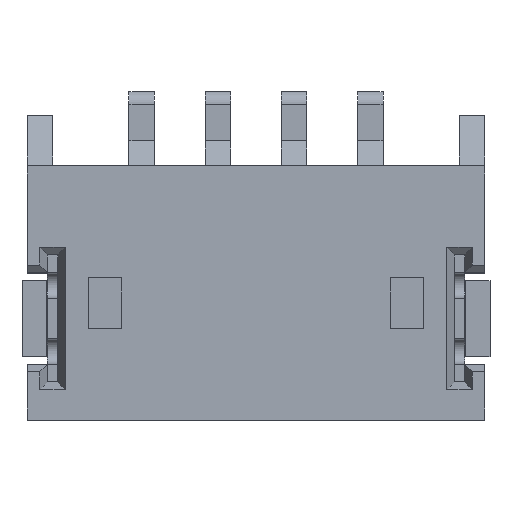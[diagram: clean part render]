
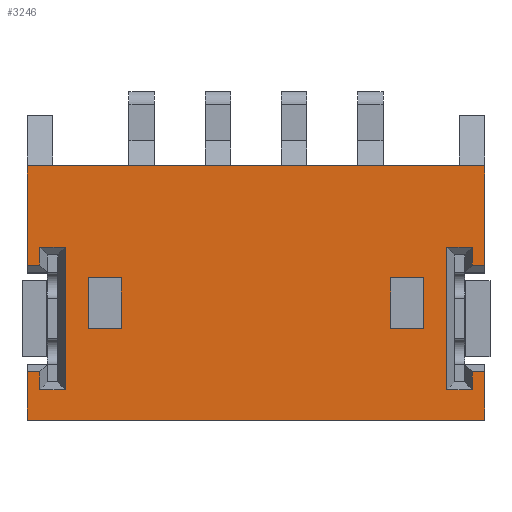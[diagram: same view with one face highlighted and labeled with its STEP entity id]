
A CAD part, top view. The second image highlights one B-rep face of the part: STEP entity #3246.
In plain terms, the highlighted planar face has unit normal (0, 0, 1).
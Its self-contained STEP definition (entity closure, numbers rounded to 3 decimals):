
#243=ORIENTED_EDGE('',*,*,#1113,.T.);
#244=ORIENTED_EDGE('',*,*,#1156,.F.);
#245=ORIENTED_EDGE('',*,*,#1170,.T.);
#246=ORIENTED_EDGE('',*,*,#1171,.T.);
#247=ORIENTED_EDGE('',*,*,#1172,.T.);
#248=ORIENTED_EDGE('',*,*,#1173,.T.);
#249=ORIENTED_EDGE('',*,*,#1174,.T.);
#250=ORIENTED_EDGE('',*,*,#1175,.T.);
#251=ORIENTED_EDGE('',*,*,#1176,.T.);
#252=ORIENTED_EDGE('',*,*,#1159,.F.);
#253=ORIENTED_EDGE('',*,*,#1151,.F.);
#254=ORIENTED_EDGE('',*,*,#1177,.T.);
#255=ORIENTED_EDGE('',*,*,#1178,.T.);
#256=ORIENTED_EDGE('',*,*,#1179,.T.);
#257=ORIENTED_EDGE('',*,*,#1180,.T.);
#258=ORIENTED_EDGE('',*,*,#1181,.T.);
#259=ORIENTED_EDGE('',*,*,#1182,.T.);
#260=ORIENTED_EDGE('',*,*,#1183,.T.);
#261=ORIENTED_EDGE('',*,*,#1184,.T.);
#262=ORIENTED_EDGE('',*,*,#1185,.T.);
#263=ORIENTED_EDGE('',*,*,#1186,.T.);
#264=ORIENTED_EDGE('',*,*,#1187,.T.);
#265=ORIENTED_EDGE('',*,*,#1188,.T.);
#266=ORIENTED_EDGE('',*,*,#1189,.T.);
#267=ORIENTED_EDGE('',*,*,#1190,.T.);
#268=ORIENTED_EDGE('',*,*,#1191,.T.);
#269=ORIENTED_EDGE('',*,*,#1192,.T.);
#270=ORIENTED_EDGE('',*,*,#1193,.T.);
#1113=EDGE_CURVE('',#1576,#1575,#1889,.T.);
#1151=EDGE_CURVE('',#1611,#1612,#1927,.T.);
#1156=EDGE_CURVE('',#1614,#1575,#1932,.T.);
#1159=EDGE_CURVE('',#1612,#1616,#1935,.T.);
#1170=EDGE_CURVE('',#1614,#1626,#1946,.T.);
#1171=EDGE_CURVE('',#1626,#1627,#1947,.T.);
#1172=EDGE_CURVE('',#1627,#1628,#1948,.T.);
#1173=EDGE_CURVE('',#1628,#1629,#1949,.T.);
#1174=EDGE_CURVE('',#1629,#1630,#1950,.T.);
#1175=EDGE_CURVE('',#1630,#1631,#1951,.T.);
#1176=EDGE_CURVE('',#1631,#1616,#1952,.T.);
#1177=EDGE_CURVE('',#1611,#1632,#1953,.T.);
#1178=EDGE_CURVE('',#1632,#1633,#1954,.T.);
#1179=EDGE_CURVE('',#1633,#1634,#1955,.T.);
#1180=EDGE_CURVE('',#1634,#1635,#1956,.T.);
#1181=EDGE_CURVE('',#1635,#1636,#1957,.T.);
#1182=EDGE_CURVE('',#1636,#1637,#1958,.T.);
#1183=EDGE_CURVE('',#1637,#1638,#1959,.T.);
#1184=EDGE_CURVE('',#1638,#1639,#1960,.T.);
#1185=EDGE_CURVE('',#1639,#1576,#1961,.T.);
#1186=EDGE_CURVE('',#1640,#1641,#1962,.T.);
#1187=EDGE_CURVE('',#1641,#1642,#1963,.T.);
#1188=EDGE_CURVE('',#1642,#1643,#1964,.T.);
#1189=EDGE_CURVE('',#1643,#1640,#1965,.T.);
#1190=EDGE_CURVE('',#1644,#1645,#1966,.T.);
#1191=EDGE_CURVE('',#1645,#1646,#1967,.T.);
#1192=EDGE_CURVE('',#1646,#1647,#1968,.T.);
#1193=EDGE_CURVE('',#1647,#1644,#1969,.T.);
#1575=VERTEX_POINT('',#4627);
#1576=VERTEX_POINT('',#4629);
#1611=VERTEX_POINT('',#4704);
#1612=VERTEX_POINT('',#4706);
#1614=VERTEX_POINT('',#4713);
#1616=VERTEX_POINT('',#4720);
#1626=VERTEX_POINT('',#4744);
#1627=VERTEX_POINT('',#4746);
#1628=VERTEX_POINT('',#4748);
#1629=VERTEX_POINT('',#4750);
#1630=VERTEX_POINT('',#4752);
#1631=VERTEX_POINT('',#4754);
#1632=VERTEX_POINT('',#4757);
#1633=VERTEX_POINT('',#4759);
#1634=VERTEX_POINT('',#4761);
#1635=VERTEX_POINT('',#4763);
#1636=VERTEX_POINT('',#4765);
#1637=VERTEX_POINT('',#4767);
#1638=VERTEX_POINT('',#4769);
#1639=VERTEX_POINT('',#4771);
#1640=VERTEX_POINT('',#4774);
#1641=VERTEX_POINT('',#4775);
#1642=VERTEX_POINT('',#4777);
#1643=VERTEX_POINT('',#4779);
#1644=VERTEX_POINT('',#4782);
#1645=VERTEX_POINT('',#4783);
#1646=VERTEX_POINT('',#4785);
#1647=VERTEX_POINT('',#4787);
#1889=LINE('',#4628,#2333);
#1927=LINE('',#4705,#2371);
#1932=LINE('',#4714,#2376);
#1935=LINE('',#4719,#2379);
#1946=LINE('',#4743,#2390);
#1947=LINE('',#4745,#2391);
#1948=LINE('',#4747,#2392);
#1949=LINE('',#4749,#2393);
#1950=LINE('',#4751,#2394);
#1951=LINE('',#4753,#2395);
#1952=LINE('',#4755,#2396);
#1953=LINE('',#4756,#2397);
#1954=LINE('',#4758,#2398);
#1955=LINE('',#4760,#2399);
#1956=LINE('',#4762,#2400);
#1957=LINE('',#4764,#2401);
#1958=LINE('',#4766,#2402);
#1959=LINE('',#4768,#2403);
#1960=LINE('',#4770,#2404);
#1961=LINE('',#4772,#2405);
#1962=LINE('',#4773,#2406);
#1963=LINE('',#4776,#2407);
#1964=LINE('',#4778,#2408);
#1965=LINE('',#4780,#2409);
#1966=LINE('',#4781,#2410);
#1967=LINE('',#4784,#2411);
#1968=LINE('',#4786,#2412);
#1969=LINE('',#4788,#2413);
#2333=VECTOR('',#3734,1000.);
#2371=VECTOR('',#3778,1000.);
#2376=VECTOR('',#3785,1000.);
#2379=VECTOR('',#3790,1000.);
#2390=VECTOR('',#3807,1000.);
#2391=VECTOR('',#3808,1000.);
#2392=VECTOR('',#3809,1000.);
#2393=VECTOR('',#3810,1000.);
#2394=VECTOR('',#3811,1000.);
#2395=VECTOR('',#3812,1000.);
#2396=VECTOR('',#3813,1000.);
#2397=VECTOR('',#3814,1000.);
#2398=VECTOR('',#3815,1000.);
#2399=VECTOR('',#3816,1000.);
#2400=VECTOR('',#3817,1000.);
#2401=VECTOR('',#3818,1000.);
#2402=VECTOR('',#3819,1000.);
#2403=VECTOR('',#3820,1000.);
#2404=VECTOR('',#3821,1000.);
#2405=VECTOR('',#3822,1000.);
#2406=VECTOR('',#3823,1000.);
#2407=VECTOR('',#3824,1000.);
#2408=VECTOR('',#3825,1000.);
#2409=VECTOR('',#3826,1000.);
#2410=VECTOR('',#3827,1000.);
#2411=VECTOR('',#3828,1000.);
#2412=VECTOR('',#3829,1000.);
#2413=VECTOR('',#3830,1000.);
#2723=EDGE_LOOP('',(#243,#244,#245,#246,#247,#248,#249,#250,#251,#252,#253,
#254,#255,#256,#257,#258,#259,#260,#261,#262));
#2724=EDGE_LOOP('',(#263,#264,#265,#266));
#2725=EDGE_LOOP('',(#267,#268,#269,#270));
#2907=FACE_BOUND('',#2723,.T.);
#2908=FACE_BOUND('',#2724,.T.);
#2909=FACE_BOUND('',#2725,.T.);
#3090=PLANE('',#3455);
#3246=ADVANCED_FACE('',(#2907,#2908,#2909),#3090,.T.);
#3455=AXIS2_PLACEMENT_3D('',#4742,#3805,#3806);
#3734=DIRECTION('',(-1.,0.,0.));
#3778=DIRECTION('',(-1.,0.,0.));
#3785=DIRECTION('',(0.,1.,0.));
#3790=DIRECTION('',(0.,1.,0.));
#3805=DIRECTION('',(0.,0.,1.));
#3806=DIRECTION('',(1.,0.,0.));
#3807=DIRECTION('',(1.,0.,0.));
#3808=DIRECTION('',(0.,1.,0.));
#3809=DIRECTION('',(1.,0.,0.));
#3810=DIRECTION('',(0.,-1.,0.));
#3811=DIRECTION('',(-1.,0.,0.));
#3812=DIRECTION('',(0.,1.,0.));
#3813=DIRECTION('',(-1.,0.,0.));
#3814=DIRECTION('',(0.,1.,0.));
#3815=DIRECTION('',(-1.,0.,0.));
#3816=DIRECTION('',(0.,-1.,0.));
#3817=DIRECTION('',(-1.,0.,0.));
#3818=DIRECTION('',(0.,1.,0.));
#3819=DIRECTION('',(1.,0.,0.));
#3820=DIRECTION('',(0.,-1.,0.));
#3821=DIRECTION('',(1.,0.,0.));
#3822=DIRECTION('',(0.,1.,0.));
#3823=DIRECTION('',(0.,1.,0.));
#3824=DIRECTION('',(1.,0.,0.));
#3825=DIRECTION('',(0.,-1.,0.));
#3826=DIRECTION('',(-1.,0.,0.));
#3827=DIRECTION('',(-1.,0.,0.));
#3828=DIRECTION('',(0.,1.,0.));
#3829=DIRECTION('',(1.,0.,0.));
#3830=DIRECTION('',(0.,-1.,0.));
#4627=CARTESIAN_POINT('',(-4.5,2.5,1.85));
#4628=CARTESIAN_POINT('',(4.5,2.5,1.85));
#4629=CARTESIAN_POINT('',(4.5,2.5,1.85));
#4704=CARTESIAN_POINT('',(4.5,-2.5,1.85));
#4705=CARTESIAN_POINT('',(4.5,-2.5,1.85));
#4706=CARTESIAN_POINT('',(-4.5,-2.5,1.85));
#4713=CARTESIAN_POINT('',(-4.5,0.55,1.85));
#4714=CARTESIAN_POINT('',(-4.5,-2.5,1.85));
#4719=CARTESIAN_POINT('',(-4.5,-2.5,1.85));
#4720=CARTESIAN_POINT('',(-4.5,-1.55,1.85));
#4742=CARTESIAN_POINT('',(4.5,-2.5,1.85));
#4743=CARTESIAN_POINT('',(-4.105,0.55,1.85));
#4744=CARTESIAN_POINT('',(-4.255,0.55,1.85));
#4745=CARTESIAN_POINT('',(-4.255,0.75,1.85));
#4746=CARTESIAN_POINT('',(-4.255,0.9,1.85));
#4747=CARTESIAN_POINT('',(-3.905,0.9,1.85));
#4748=CARTESIAN_POINT('',(-3.755,0.9,1.85));
#4749=CARTESIAN_POINT('',(-3.755,-1.75,1.85));
#4750=CARTESIAN_POINT('',(-3.755,-1.9,1.85));
#4751=CARTESIAN_POINT('',(-4.105,-1.9,1.85));
#4752=CARTESIAN_POINT('',(-4.255,-1.9,1.85));
#4753=CARTESIAN_POINT('',(-4.255,-1.4,1.85));
#4754=CARTESIAN_POINT('',(-4.255,-1.55,1.85));
#4755=CARTESIAN_POINT('',(-4.5,-1.55,1.85));
#4756=CARTESIAN_POINT('',(4.5,-2.5,1.85));
#4757=CARTESIAN_POINT('',(4.5,-1.55,1.85));
#4758=CARTESIAN_POINT('',(4.105,-1.55,1.85));
#4759=CARTESIAN_POINT('',(4.255,-1.55,1.85));
#4760=CARTESIAN_POINT('',(4.255,-1.75,1.85));
#4761=CARTESIAN_POINT('',(4.255,-1.9,1.85));
#4762=CARTESIAN_POINT('',(3.905,-1.9,1.85));
#4763=CARTESIAN_POINT('',(3.755,-1.9,1.85));
#4764=CARTESIAN_POINT('',(3.755,0.75,1.85));
#4765=CARTESIAN_POINT('',(3.755,0.9,1.85));
#4766=CARTESIAN_POINT('',(4.105,0.9,1.85));
#4767=CARTESIAN_POINT('',(4.255,0.9,1.85));
#4768=CARTESIAN_POINT('',(4.255,0.4,1.85));
#4769=CARTESIAN_POINT('',(4.255,0.55,1.85));
#4770=CARTESIAN_POINT('',(4.5,0.55,1.85));
#4771=CARTESIAN_POINT('',(4.5,0.55,1.85));
#4772=CARTESIAN_POINT('',(4.5,-2.5,1.85));
#4773=CARTESIAN_POINT('',(2.65,-0.7,1.85));
#4774=CARTESIAN_POINT('',(2.65,-0.7,1.85));
#4775=CARTESIAN_POINT('',(2.65,0.3,1.85));
#4776=CARTESIAN_POINT('',(2.65,0.3,1.85));
#4777=CARTESIAN_POINT('',(3.3,0.3,1.85));
#4778=CARTESIAN_POINT('',(3.3,0.3,1.85));
#4779=CARTESIAN_POINT('',(3.3,-0.7,1.85));
#4780=CARTESIAN_POINT('',(3.3,-0.7,1.85));
#4781=CARTESIAN_POINT('',(-2.65,-0.7,1.85));
#4782=CARTESIAN_POINT('',(-2.65,-0.7,1.85));
#4783=CARTESIAN_POINT('',(-3.3,-0.7,1.85));
#4784=CARTESIAN_POINT('',(-3.3,-0.7,1.85));
#4785=CARTESIAN_POINT('',(-3.3,0.3,1.85));
#4786=CARTESIAN_POINT('',(-3.3,0.3,1.85));
#4787=CARTESIAN_POINT('',(-2.65,0.3,1.85));
#4788=CARTESIAN_POINT('',(-2.65,0.3,1.85));
